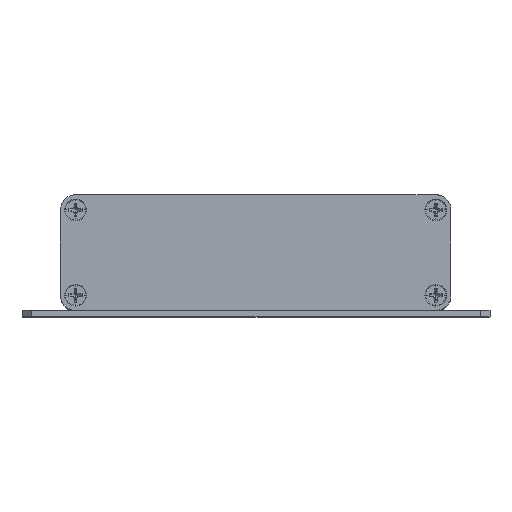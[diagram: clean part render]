
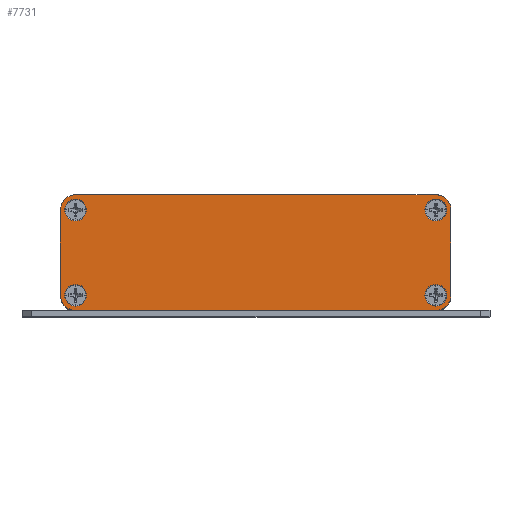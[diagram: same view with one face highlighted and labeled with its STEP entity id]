
A CAD part, top view. The second image highlights one B-rep face of the part: STEP entity #7731.
In plain terms, the highlighted planar face has unit normal (0, 0, 1).
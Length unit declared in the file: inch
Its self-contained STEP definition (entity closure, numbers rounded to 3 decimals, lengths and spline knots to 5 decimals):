
#206 = EDGE_CURVE ( 'NONE', #19737, #13169, #18447, .T. ) ;
#216 = EDGE_LOOP ( 'NONE', ( #1796, #9501 ) ) ;
#288 = CARTESIAN_POINT ( 'NONE',  ( -1.15263, -0.5286, 0.06 ) ) ;
#899 = ORIENTED_EDGE ( 'NONE', *, *, #10025, .T. ) ;
#1135 = DIRECTION ( 'NONE',  ( 1., 0., 0. ) ) ;
#1230 = FACE_BOUND ( 'NONE', #216, .T. ) ;
#1538 = CIRCLE ( 'NONE', #9300, 0.15492 ) ;
#1763 = VERTEX_POINT ( 'NONE', #20249 ) ;
#1796 = ORIENTED_EDGE ( 'NONE', *, *, #2863, .F. ) ;
#2441 = EDGE_CURVE ( 'NONE', #10854, #22857, #22600, .T. ) ;
#2460 = DIRECTION ( 'NONE',  ( 1., 0., 0. ) ) ;
#2503 = VECTOR ( 'NONE', #3784, 39.37008 ) ;
#2516 = DIRECTION ( 'NONE',  ( 1., 0., 0. ) ) ;
#2639 = CARTESIAN_POINT ( 'NONE',  ( 2.59265, -0.68352, 0.06 ) ) ;
#2693 = FACE_OUTER_BOUND ( 'NONE', #23057, .T. ) ;
#2699 = CIRCLE ( 'NONE', #7315, 0.1125 ) ;
#2710 = CARTESIAN_POINT ( 'NONE',  ( -1.03796, -0.52651, 0.06 ) ) ;
#2807 = EDGE_LOOP ( 'NONE', ( #4820, #22803 ) ) ;
#2848 = CIRCLE ( 'NONE', #15976, 0.15492 ) ;
#2863 = EDGE_CURVE ( 'NONE', #9171, #1763, #5169, .T. ) ;
#3040 = PLANE ( 'NONE',  #8253 ) ;
#3457 = CARTESIAN_POINT ( 'NONE',  ( 2.59265, 0.36235, 0.06 ) ) ;
#3607 = DIRECTION ( 'NONE',  ( 1., 0., 0. ) ) ;
#3784 = DIRECTION ( 'NONE',  ( 0., -1., 0. ) ) ;
#3802 = DIRECTION ( 'NONE',  ( 0., 0., 1. ) ) ;
#3890 = CIRCLE ( 'NONE', #9309, 0.15492 ) ;
#3935 = CARTESIAN_POINT ( 'NONE',  ( 2.59049, 0.36026, 0.06 ) ) ;
#3977 = CARTESIAN_POINT ( 'NONE',  ( 2.59265, 0.51727, 0.06 ) ) ;
#4700 = ORIENTED_EDGE ( 'NONE', *, *, #13646, .T. ) ;
#4820 = ORIENTED_EDGE ( 'NONE', *, *, #16376, .F. ) ;
#4832 = CARTESIAN_POINT ( 'NONE',  ( 2.59049, -0.52651, 0.06 ) ) ;
#5004 = DIRECTION ( 'NONE',  ( 1., 0., 0. ) ) ;
#5119 = VERTEX_POINT ( 'NONE', #2639 ) ;
#5169 = CIRCLE ( 'NONE', #15234, 0.1125 ) ;
#5315 = VERTEX_POINT ( 'NONE', #10492 ) ;
#5667 = CARTESIAN_POINT ( 'NONE',  ( 2.74757, -0.5286, 0.06 ) ) ;
#5815 = EDGE_CURVE ( 'NONE', #7137, #19737, #3890, .T. ) ;
#6164 = AXIS2_PLACEMENT_3D ( 'NONE', #9983, #14100, #1135 ) ;
#6302 = EDGE_CURVE ( 'NONE', #14834, #9310, #2699, .T. ) ;
#6410 = EDGE_CURVE ( 'NONE', #1763, #9171, #19328, .T. ) ;
#6495 = CIRCLE ( 'NONE', #8809, 0.1125 ) ;
#6539 = EDGE_LOOP ( 'NONE', ( #14477, #21251 ) ) ;
#6664 = AXIS2_PLACEMENT_3D ( 'NONE', #3935, #18715, #17012 ) ;
#6700 = AXIS2_PLACEMENT_3D ( 'NONE', #22308, #8069, #2516 ) ;
#6741 = CARTESIAN_POINT ( 'NONE',  ( -1.30755, 0.36235, 0.06 ) ) ;
#6824 = LINE ( 'NONE', #7191, #20893 ) ;
#7137 = VERTEX_POINT ( 'NONE', #14496 ) ;
#7191 = CARTESIAN_POINT ( 'NONE',  ( -1.30755, -0.68352, 0.06 ) ) ;
#7315 = AXIS2_PLACEMENT_3D ( 'NONE', #15434, #11810, #21009 ) ;
#7731 = ADVANCED_FACE ( 'NONE', ( #13839, #1230, #13733, #14078, #2693 ), #3040, .T. ) ;
#8069 = DIRECTION ( 'NONE',  ( 0., 0., 1. ) ) ;
#8180 = VECTOR ( 'NONE', #22879, 39.37008 ) ;
#8253 = AXIS2_PLACEMENT_3D ( 'NONE', #10085, #23168, #21465 ) ;
#8428 = VERTEX_POINT ( 'NONE', #3977 ) ;
#8712 = DIRECTION ( 'NONE',  ( 0., 0., 1. ) ) ;
#8739 = CARTESIAN_POINT ( 'NONE',  ( -1.15046, -0.52651, 0.06 ) ) ;
#8809 = AXIS2_PLACEMENT_3D ( 'NONE', #4832, #8712, #17912 ) ;
#8931 = CARTESIAN_POINT ( 'NONE',  ( -1.15263, 0.36235, 0.06 ) ) ;
#8947 = CARTESIAN_POINT ( 'NONE',  ( -1.15263, -0.68352, 0.06 ) ) ;
#9171 = VERTEX_POINT ( 'NONE', #18875 ) ;
#9262 = EDGE_LOOP ( 'NONE', ( #16615, #20426 ) ) ;
#9300 = AXIS2_PLACEMENT_3D ( 'NONE', #3457, #11211, #9730 ) ;
#9309 = AXIS2_PLACEMENT_3D ( 'NONE', #8931, #9430, #3607 ) ;
#9310 = VERTEX_POINT ( 'NONE', #11965 ) ;
#9430 = DIRECTION ( 'NONE',  ( 0., 0., 1. ) ) ;
#9501 = ORIENTED_EDGE ( 'NONE', *, *, #6410, .F. ) ;
#9730 = DIRECTION ( 'NONE',  ( 1., 0., 0. ) ) ;
#9797 = AXIS2_PLACEMENT_3D ( 'NONE', #19162, #14156, #2460 ) ;
#9983 = CARTESIAN_POINT ( 'NONE',  ( -1.15046, 0.36026, 0.06 ) ) ;
#10025 = EDGE_CURVE ( 'NONE', #13169, #18803, #2848, .T. ) ;
#10085 = CARTESIAN_POINT ( 'NONE',  ( 0., 0., 0.06 ) ) ;
#10139 = DIRECTION ( 'NONE',  ( 0., 0., 1. ) ) ;
#10188 = CARTESIAN_POINT ( 'NONE',  ( -1.30755, -0.5286, 0.06 ) ) ;
#10255 = LINE ( 'NONE', #17524, #8180 ) ;
#10492 = CARTESIAN_POINT ( 'NONE',  ( 2.47799, 0.36026, 0.06 ) ) ;
#10854 = VERTEX_POINT ( 'NONE', #17282 ) ;
#11168 = EDGE_CURVE ( 'NONE', #5315, #23699, #12468, .T. ) ;
#11211 = DIRECTION ( 'NONE',  ( 0., 0., 1. ) ) ;
#11810 = DIRECTION ( 'NONE',  ( 0., 0., 1. ) ) ;
#11915 = EDGE_CURVE ( 'NONE', #5119, #19561, #20261, .T. ) ;
#11965 = CARTESIAN_POINT ( 'NONE',  ( 2.47799, -0.52651, 0.06 ) ) ;
#12006 = CIRCLE ( 'NONE', #19754, 0.1125 ) ;
#12468 = CIRCLE ( 'NONE', #6664, 0.1125 ) ;
#12597 = DIRECTION ( 'NONE',  ( 1., 0., 0. ) ) ;
#12953 = CARTESIAN_POINT ( 'NONE',  ( 2.70299, 0.36026, 0.06 ) ) ;
#12990 = ORIENTED_EDGE ( 'NONE', *, *, #206, .T. ) ;
#13169 = VERTEX_POINT ( 'NONE', #10188 ) ;
#13512 = CARTESIAN_POINT ( 'NONE',  ( 2.59049, 0.36026, 0.06 ) ) ;
#13646 = EDGE_CURVE ( 'NONE', #8428, #7137, #23969, .T. ) ;
#13656 = CARTESIAN_POINT ( 'NONE',  ( -1.15046, 0.36026, 0.06 ) ) ;
#13733 = FACE_BOUND ( 'NONE', #9262, .T. ) ;
#13839 = FACE_BOUND ( 'NONE', #6539, .T. ) ;
#13955 = VECTOR ( 'NONE', #18379, 39.37008 ) ;
#14078 = FACE_BOUND ( 'NONE', #2807, .T. ) ;
#14100 = DIRECTION ( 'NONE',  ( 0., 0., 1. ) ) ;
#14156 = DIRECTION ( 'NONE',  ( 0., 0., 1. ) ) ;
#14311 = DIRECTION ( 'NONE',  ( 0., 0., 1. ) ) ;
#14448 = EDGE_CURVE ( 'NONE', #19561, #16412, #10255, .T. ) ;
#14458 = ORIENTED_EDGE ( 'NONE', *, *, #14448, .T. ) ;
#14477 = ORIENTED_EDGE ( 'NONE', *, *, #6302, .F. ) ;
#14496 = CARTESIAN_POINT ( 'NONE',  ( -1.15263, 0.51727, 0.06 ) ) ;
#14834 = VERTEX_POINT ( 'NONE', #22846 ) ;
#15073 = DIRECTION ( 'NONE',  ( 1., 0., 0. ) ) ;
#15234 = AXIS2_PLACEMENT_3D ( 'NONE', #13656, #10139, #17403 ) ;
#15434 = CARTESIAN_POINT ( 'NONE',  ( 2.59049, -0.52651, 0.06 ) ) ;
#15976 = AXIS2_PLACEMENT_3D ( 'NONE', #288, #3802, #15073 ) ;
#16376 = EDGE_CURVE ( 'NONE', #23699, #5315, #20052, .T. ) ;
#16412 = VERTEX_POINT ( 'NONE', #17375 ) ;
#16615 = ORIENTED_EDGE ( 'NONE', *, *, #18249, .F. ) ;
#16987 = CARTESIAN_POINT ( 'NONE',  ( -1.30755, 0.51727, 0.06 ) ) ;
#17012 = DIRECTION ( 'NONE',  ( 1., 0., 0. ) ) ;
#17282 = CARTESIAN_POINT ( 'NONE',  ( -1.26296, -0.52651, 0.06 ) ) ;
#17375 = CARTESIAN_POINT ( 'NONE',  ( 2.74757, 0.36235, 0.06 ) ) ;
#17381 = ORIENTED_EDGE ( 'NONE', *, *, #21515, .T. ) ;
#17403 = DIRECTION ( 'NONE',  ( 1., 0., 0. ) ) ;
#17524 = CARTESIAN_POINT ( 'NONE',  ( 2.74757, -0.68352, 0.06 ) ) ;
#17912 = DIRECTION ( 'NONE',  ( 1., 0., 0. ) ) ;
#17992 = EDGE_CURVE ( 'NONE', #16412, #8428, #1538, .T. ) ;
#18249 = EDGE_CURVE ( 'NONE', #22857, #10854, #12006, .T. ) ;
#18379 = DIRECTION ( 'NONE',  ( -1., 0., 0. ) ) ;
#18447 = LINE ( 'NONE', #16987, #2503 ) ;
#18715 = DIRECTION ( 'NONE',  ( 0., 0., 1. ) ) ;
#18803 = VERTEX_POINT ( 'NONE', #8947 ) ;
#18875 = CARTESIAN_POINT ( 'NONE',  ( -1.03796, 0.36026, 0.06 ) ) ;
#19162 = CARTESIAN_POINT ( 'NONE',  ( -1.15046, -0.52651, 0.06 ) ) ;
#19187 = EDGE_CURVE ( 'NONE', #9310, #14834, #6495, .T. ) ;
#19328 = CIRCLE ( 'NONE', #6164, 0.1125 ) ;
#19561 = VERTEX_POINT ( 'NONE', #5667 ) ;
#19737 = VERTEX_POINT ( 'NONE', #6741 ) ;
#19754 = AXIS2_PLACEMENT_3D ( 'NONE', #8739, #14311, #12597 ) ;
#20052 = CIRCLE ( 'NONE', #20455, 0.1125 ) ;
#20249 = CARTESIAN_POINT ( 'NONE',  ( -1.26296, 0.36026, 0.06 ) ) ;
#20261 = CIRCLE ( 'NONE', #6700, 0.15492 ) ;
#20275 = ORIENTED_EDGE ( 'NONE', *, *, #5815, .T. ) ;
#20414 = DIRECTION ( 'NONE',  ( 0., 0., 1. ) ) ;
#20426 = ORIENTED_EDGE ( 'NONE', *, *, #2441, .F. ) ;
#20455 = AXIS2_PLACEMENT_3D ( 'NONE', #13512, #20414, #20667 ) ;
#20667 = DIRECTION ( 'NONE',  ( 1., 0., 0. ) ) ;
#20893 = VECTOR ( 'NONE', #5004, 39.37008 ) ;
#21009 = DIRECTION ( 'NONE',  ( 1., 0., 0. ) ) ;
#21251 = ORIENTED_EDGE ( 'NONE', *, *, #19187, .F. ) ;
#21426 = ORIENTED_EDGE ( 'NONE', *, *, #17992, .T. ) ;
#21452 = ORIENTED_EDGE ( 'NONE', *, *, #11915, .T. ) ;
#21465 = DIRECTION ( 'NONE',  ( 1., 0., 0. ) ) ;
#21515 = EDGE_CURVE ( 'NONE', #18803, #5119, #6824, .T. ) ;
#22308 = CARTESIAN_POINT ( 'NONE',  ( 2.59265, -0.5286, 0.06 ) ) ;
#22600 = CIRCLE ( 'NONE', #9797, 0.1125 ) ;
#22803 = ORIENTED_EDGE ( 'NONE', *, *, #11168, .F. ) ;
#22846 = CARTESIAN_POINT ( 'NONE',  ( 2.70299, -0.52651, 0.06 ) ) ;
#22857 = VERTEX_POINT ( 'NONE', #2710 ) ;
#22879 = DIRECTION ( 'NONE',  ( 0., 1., 0. ) ) ;
#23057 = EDGE_LOOP ( 'NONE', ( #12990, #899, #17381, #21452, #14458, #21426, #4700, #20275 ) ) ;
#23168 = DIRECTION ( 'NONE',  ( 0., 0., 1. ) ) ;
#23699 = VERTEX_POINT ( 'NONE', #12953 ) ;
#23728 = CARTESIAN_POINT ( 'NONE',  ( 2.74757, 0.51727, 0.06 ) ) ;
#23969 = LINE ( 'NONE', #23728, #13955 ) ;
